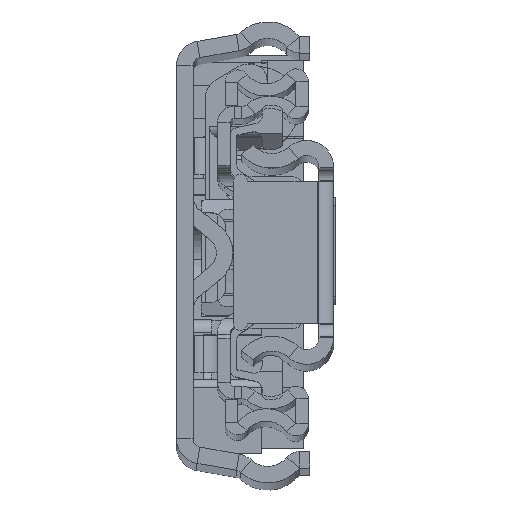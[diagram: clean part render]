
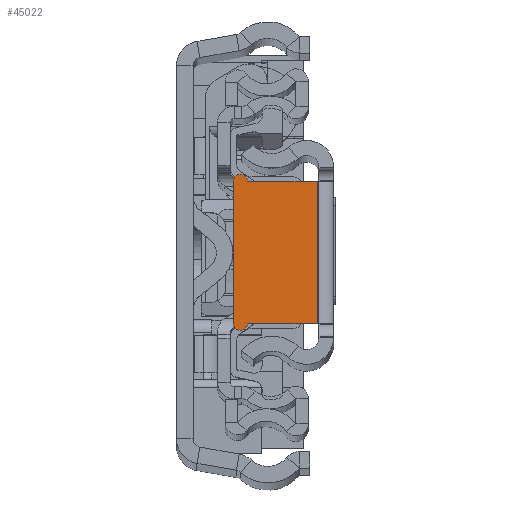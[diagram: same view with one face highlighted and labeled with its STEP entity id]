
A CAD part, top view. The second image highlights one B-rep face of the part: STEP entity #45022.
In plain terms, the highlighted planar face has unit normal (0, 0, 1).
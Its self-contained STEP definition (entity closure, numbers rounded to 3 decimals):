
#717 = CARTESIAN_POINT ( 'NONE',  ( -11.35, 8.65, 0. ) ) ;
#914 = LINE ( 'NONE', #15497, #1763 ) ;
#1489 = PLANE ( 'NONE',  #33401 ) ;
#1763 = VECTOR ( 'NONE', #36126, 1000. ) ;
#1817 = EDGE_CURVE ( 'NONE', #6173, #12063, #29240, .T. ) ;
#2207 = CARTESIAN_POINT ( 'NONE',  ( -2., -8.65, 0. ) ) ;
#4680 = AXIS2_PLACEMENT_3D ( 'NONE', #717, #17947, #22243 ) ;
#4849 = FACE_OUTER_BOUND ( 'NONE', #24929, .T. ) ;
#5805 = EDGE_CURVE ( 'NONE', #7621, #17967, #29826, .T. ) ;
#6110 = VECTOR ( 'NONE', #8298, 1000. ) ;
#6173 = VERTEX_POINT ( 'NONE', #2207 ) ;
#7621 = VERTEX_POINT ( 'NONE', #42592 ) ;
#8298 = DIRECTION ( 'NONE',  ( 0., 1., 0. ) ) ;
#8440 = CARTESIAN_POINT ( 'NONE',  ( -12.2, -8.65, 0. ) ) ;
#9658 = DIRECTION ( 'NONE',  ( -1., 0., 0. ) ) ;
#12063 = VERTEX_POINT ( 'NONE', #19876 ) ;
#13319 = ORIENTED_EDGE ( 'NONE', *, *, #44936, .F. ) ;
#15497 = CARTESIAN_POINT ( 'NONE',  ( -2., 0., 0. ) ) ;
#16549 = CARTESIAN_POINT ( 'NONE',  ( 0., 0., 0. ) ) ;
#16886 = CIRCLE ( 'NONE', #4680, 0.85 ) ;
#17616 = ORIENTED_EDGE ( 'NONE', *, *, #44024, .T. ) ;
#17947 = DIRECTION ( 'NONE',  ( 0., 0., 1. ) ) ;
#17967 = VERTEX_POINT ( 'NONE', #43015 ) ;
#18238 = CARTESIAN_POINT ( 'NONE',  ( -1.8, 8.65, 0. ) ) ;
#18900 = VECTOR ( 'NONE', #19185, 1000. ) ;
#19185 = DIRECTION ( 'NONE',  ( 1., 0., 0. ) ) ;
#19876 = CARTESIAN_POINT ( 'NONE',  ( -10.5, -8.65, 0. ) ) ;
#22243 = DIRECTION ( 'NONE',  ( 1., 0., 0. ) ) ;
#22878 = ORIENTED_EDGE ( 'NONE', *, *, #34905, .T. ) ;
#23016 = DIRECTION ( 'NONE',  ( -1., 0., 0. ) ) ;
#23258 = DIRECTION ( 'NONE',  ( 0., 0., 1. ) ) ;
#23727 = DIRECTION ( 'NONE',  ( 1., 0., 0. ) ) ;
#24929 = EDGE_LOOP ( 'NONE', ( #29184, #34647, #42086, #22878, #13319, #17616 ) ) ;
#25089 = VERTEX_POINT ( 'NONE', #26453 ) ;
#26453 = CARTESIAN_POINT ( 'NONE',  ( -2., 8.65, 0. ) ) ;
#26551 = VERTEX_POINT ( 'NONE', #47302 ) ;
#29184 = ORIENTED_EDGE ( 'NONE', *, *, #5805, .F. ) ;
#29240 = LINE ( 'NONE', #8440, #43186 ) ;
#29826 = LINE ( 'NONE', #44449, #6110 ) ;
#33401 = AXIS2_PLACEMENT_3D ( 'NONE', #16549, #23258, #23727 ) ;
#34647 = ORIENTED_EDGE ( 'NONE', *, *, #36854, .T. ) ;
#34905 = EDGE_CURVE ( 'NONE', #6173, #25089, #914, .T. ) ;
#36126 = DIRECTION ( 'NONE',  ( 0., 1., 0. ) ) ;
#36132 = AXIS2_PLACEMENT_3D ( 'NONE', #45806, #42441, #9658 ) ;
#36854 = EDGE_CURVE ( 'NONE', #7621, #12063, #43814, .T. ) ;
#40718 = LINE ( 'NONE', #18238, #18900 ) ;
#42086 = ORIENTED_EDGE ( 'NONE', *, *, #1817, .F. ) ;
#42441 = DIRECTION ( 'NONE',  ( 0., 0., 1. ) ) ;
#42592 = CARTESIAN_POINT ( 'NONE',  ( -12.2, -8.65, 0. ) ) ;
#43015 = CARTESIAN_POINT ( 'NONE',  ( -12.2, 8.65, 0. ) ) ;
#43186 = VECTOR ( 'NONE', #23016, 1000. ) ;
#43814 = CIRCLE ( 'NONE', #36132, 0.85 ) ;
#44024 = EDGE_CURVE ( 'NONE', #26551, #17967, #16886, .T. ) ;
#44449 = CARTESIAN_POINT ( 'NONE',  ( -12.2, 8.65, 0. ) ) ;
#44936 = EDGE_CURVE ( 'NONE', #26551, #25089, #40718, .T. ) ;
#45022 = ADVANCED_FACE ( 'NONE', ( #4849 ), #1489, .T. ) ;
#45806 = CARTESIAN_POINT ( 'NONE',  ( -11.35, -8.65, 0. ) ) ;
#47302 = CARTESIAN_POINT ( 'NONE',  ( -10.5, 8.65, 0. ) ) ;
